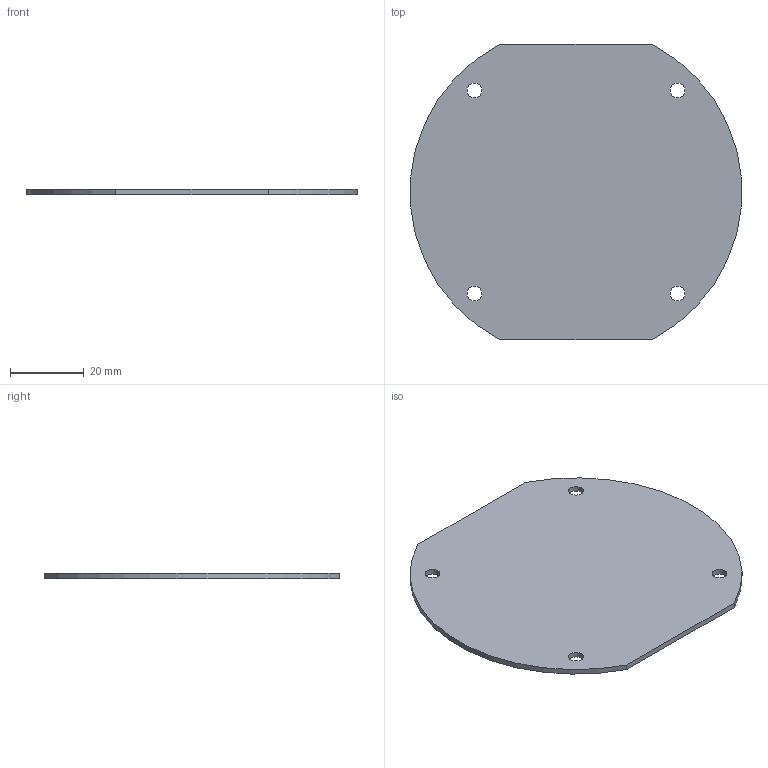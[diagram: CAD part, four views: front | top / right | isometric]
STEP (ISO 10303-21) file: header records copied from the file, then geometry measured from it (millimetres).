
FILE_DESCRIPTION(('KiCad electronic assembly'),'2;1');
FILE_NAME('LoiterGuardPcb.step','2026-02-04T12:20:52',('Pcbnew'),( 'Kicad'),'Open CASCADE STEP processor 7.9','KiCad to STEP converter' ,'Unknown');
FILE_SCHEMA(('AUTOMOTIVE_DESIGN { 1 0 10303 214 1 1 1 1 }'));
Length unit declared in the file: millimetre
Products named in the file (2): LoiterGuardPcb 1; LoiterGuardPcb_PCB
Assembly tree (1 placements, depth 2):
  LoiterGuardPcb 1
    LoiterGuardPcb_PCB
Bounding box: 89.68 x 80 x 1.51 mm (x, y, z)
Volume: 9110.4 mm3; surface area: 12564.8 mm2
Topology: 1 solids, 1 shells, 10 faces, 24 edges, 16 vertices
Faces by surface type: cylinder 6, plane 4
Full cylindrical faces by diameter (mm): 4 x4
Entity records: 353 total; most frequent: DIRECTION 60, CARTESIAN_POINT 52, ORIENTED_EDGE 48, AXIS2_PLACEMENT_3D 24, EDGE_CURVE 24, FACE_BOUND 18, EDGE_LOOP 18, VERTEX_POINT 16
